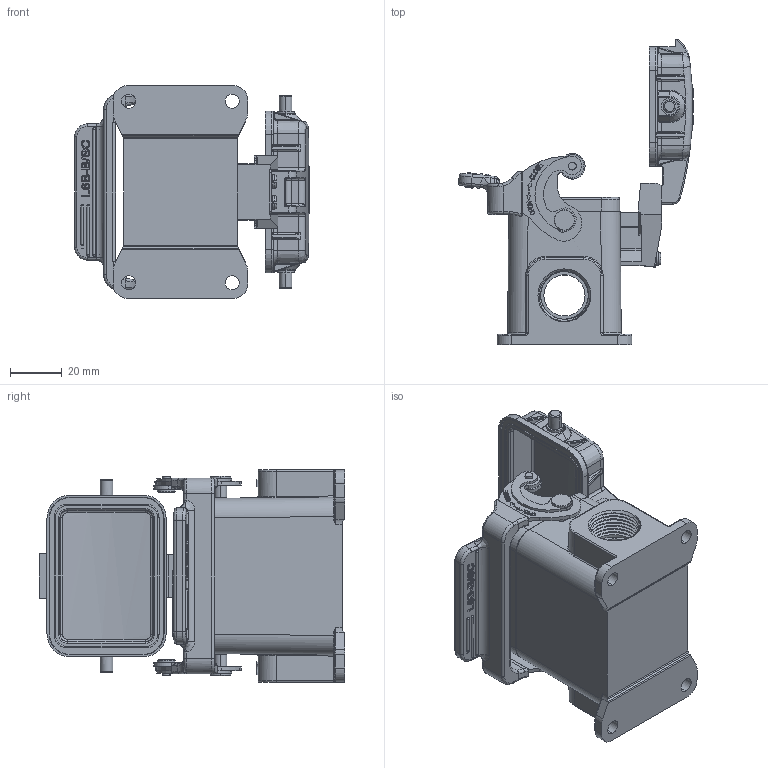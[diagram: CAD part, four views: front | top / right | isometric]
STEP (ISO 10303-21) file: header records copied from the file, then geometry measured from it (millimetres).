
FILE_DESCRIPTION(/* description */ (''),/* implementation_level */ '2;1');
FILE_NAME(/* name */ '装配6.stp',/* time_stamp */ '2023-08-30T14:52:45+08:00',/* author */ (''),/* organization */ (''),/* preprocessor_version */ 'ST-DEVELOPER v18.1',/* originating_system */ 'SIEMENS PLM Software NX 1980',/* authorisation */ '');
FILE_SCHEMA (('AUTOMOTIVE_DESIGN { 1 0 10303 214 3 1 1 1 }'));
Products named in the file (1): 145922E8F1D36ur8
Bounding box: 90.65 x 117.94 x 82 mm (x, y, z)
Volume: 101059.1 mm3; surface area: 67797.8 mm2
Topology: 19 solids, 43 shells, 2416 faces, 6286 edges, 3990 vertices
Faces by surface type: cylinder 1018, plane 829, torus 231, bspline 186, cone 64, sphere 44, extrusion 42, revolution 2
Full cylindrical faces by diameter (mm): 3 x5, 4 x2, 15.9 x2
Entity records: 110222 total; most frequent: CARTESIAN_POINT 54701, ORIENTED_EDGE 12324, DIRECTION 9854, EDGE_CURVE 6202, VERTEX_POINT 3979, AXIS2_PLACEMENT_3D 3693, EDGE_LOOP 2617, VECTOR 2466
